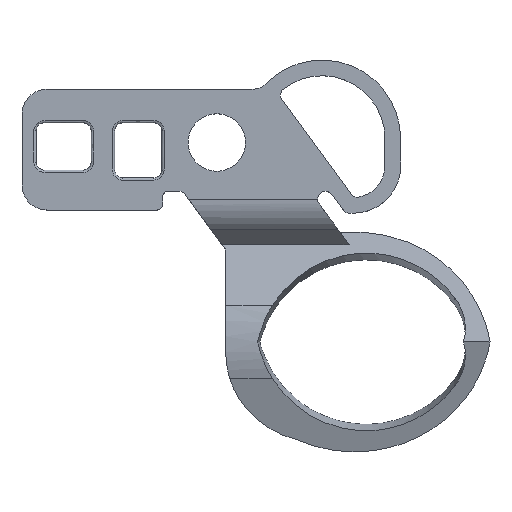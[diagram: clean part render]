
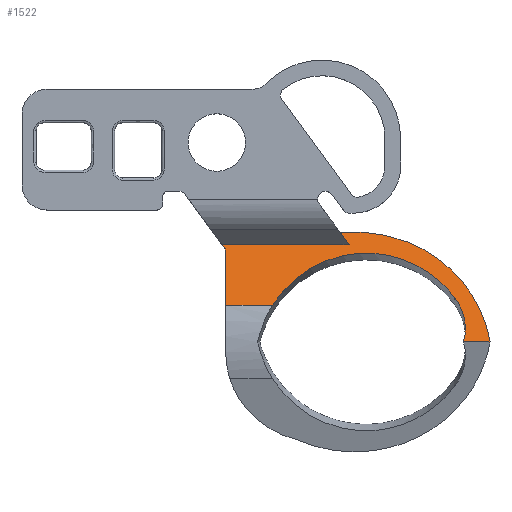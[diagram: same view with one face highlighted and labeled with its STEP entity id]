
A CAD part, top view. The second image highlights one B-rep face of the part: STEP entity #1522.
In plain terms, the highlighted planar face has unit normal (0, 0.321, 0.947).
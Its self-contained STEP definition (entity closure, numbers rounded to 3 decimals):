
#95=LINE('',#2167,#209);
#99=LINE('',#2293,#213);
#106=LINE('',#2335,#220);
#107=LINE('',#2338,#221);
#108=LINE('',#2379,#222);
#109=LINE('',#2380,#223);
#209=VECTOR('',#1723,10.);
#213=VECTOR('',#1731,10.);
#220=VECTOR('',#1746,10.);
#221=VECTOR('',#1749,10.);
#222=VECTOR('',#1750,10.);
#223=VECTOR('',#1751,10.);
#324=PLANE('',#1623);
#356=FACE_OUTER_BOUND('',#441,.T.);
#441=EDGE_LOOP('',(#1056,#1057,#1058,#1059,#1060,#1061,#1062,#1063,#1064));
#541=B_SPLINE_CURVE_WITH_KNOTS('',3,(#2265,#2266,#2267,#2268,#2269,#2270,
#2271,#2272,#2273,#2274,#2275,#2276),.UNSPECIFIED.,.F.,.F.,(4,2,2,2,2,4),
(1.147,1.359,1.695,2.036,2.381,
2.478),.UNSPECIFIED.);
#546=B_SPLINE_CURVE_WITH_KNOTS('',3,(#2340,#2341,#2342,#2343,#2344,#2345,
#2346,#2347,#2348,#2349,#2350,#2351,#2352,#2353,#2354,#2355,#2356,#2357,
#2358,#2359,#2360,#2361,#2362,#2363,#2364,#2365,#2366),.UNSPECIFIED.,.F.,
 .F.,(4,1,1,1,3,1,1,1,1,1,1,1,1,1,1,1,1,1,1,1,1,1,4),(0.119,
0.126,0.188,0.25,0.271,
0.313,0.375,0.438,0.5,
0.563,0.625,0.688,0.719,
0.75,0.813,0.875,0.893,
0.911,0.929,0.947,0.964,
0.982,1.),.UNSPECIFIED.);
#547=B_SPLINE_CURVE_WITH_KNOTS('',3,(#2368,#2369,#2370,#2371,#2372,#2373,
#2374,#2375,#2376,#2377,#2378),.UNSPECIFIED.,.F.,.F.,(4,1,1,1,1,1,1,1,4),
(0.,0.042,0.084,0.126,0.188,
0.251,0.313,0.376,0.408),
 .UNSPECIFIED.);
#625=VERTEX_POINT('',#2164);
#626=VERTEX_POINT('',#2166);
#628=VERTEX_POINT('',#2264);
#630=VERTEX_POINT('',#2290);
#631=VERTEX_POINT('',#2292);
#642=VERTEX_POINT('',#2333);
#643=VERTEX_POINT('',#2337);
#644=VERTEX_POINT('',#2339);
#645=VERTEX_POINT('',#2367);
#782=EDGE_CURVE('',#626,#625,#95,.T.);
#785=EDGE_CURVE('',#626,#628,#541,.T.);
#790=EDGE_CURVE('',#631,#630,#99,.T.);
#803=EDGE_CURVE('',#642,#630,#106,.T.);
#804=EDGE_CURVE('',#643,#642,#107,.T.);
#805=EDGE_CURVE('',#643,#644,#546,.T.);
#806=EDGE_CURVE('',#644,#645,#547,.T.);
#807=EDGE_CURVE('',#628,#645,#108,.T.);
#808=EDGE_CURVE('',#625,#631,#109,.T.);
#1056=ORIENTED_EDGE('',*,*,#804,.F.);
#1057=ORIENTED_EDGE('',*,*,#805,.T.);
#1058=ORIENTED_EDGE('',*,*,#806,.T.);
#1059=ORIENTED_EDGE('',*,*,#807,.F.);
#1060=ORIENTED_EDGE('',*,*,#785,.F.);
#1061=ORIENTED_EDGE('',*,*,#782,.T.);
#1062=ORIENTED_EDGE('',*,*,#808,.T.);
#1063=ORIENTED_EDGE('',*,*,#790,.T.);
#1064=ORIENTED_EDGE('',*,*,#803,.F.);
#1522=ADVANCED_FACE('',(#356),#324,.F.);
#1623=AXIS2_PLACEMENT_3D('',#2336,#1747,#1748);
#1723=DIRECTION('',(0.57,-0.778,0.263));
#1731=DIRECTION('',(0.57,-0.778,0.263));
#1746=DIRECTION('',(0.,0.947,-0.321));
#1747=DIRECTION('center_axis',(0.,-0.321,
-0.947));
#1748=DIRECTION('ref_axis',(0.,-0.947,0.321));
#1749=DIRECTION('',(-1.,0.,0.));
#1750=DIRECTION('',(-1.,0.,0.));
#1751=DIRECTION('',(-1.,0.,0.));
#2164=CARTESIAN_POINT('',(14.738,-25.66,-1.246));
#2166=CARTESIAN_POINT('',(14.186,-24.906,-1.501));
#2167=CARTESIAN_POINT('',(15.853,-27.182,-0.731));
#2264=CARTESIAN_POINT('',(23.712,-31.859,0.853));
#2265=CARTESIAN_POINT('Ctrl Pts',(14.186,-24.906,-1.501));
#2266=CARTESIAN_POINT('Ctrl Pts',(14.886,-24.836,-1.525));
#2267=CARTESIAN_POINT('Ctrl Pts',(15.595,-24.847,-1.521));
#2268=CARTESIAN_POINT('Ctrl Pts',(17.405,-25.086,-1.44));
#2269=CARTESIAN_POINT('Ctrl Pts',(18.475,-25.434,-1.323));
#2270=CARTESIAN_POINT('Ctrl Pts',(20.431,-26.501,-0.961));
#2271=CARTESIAN_POINT('Ctrl Pts',(21.295,-27.215,-0.719));
#2272=CARTESIAN_POINT('Ctrl Pts',(22.694,-28.927,-0.14));
#2273=CARTESIAN_POINT('Ctrl Pts',(23.21,-29.911,0.193));
#2274=CARTESIAN_POINT('Ctrl Pts',(23.595,-31.257,0.649));
#2275=CARTESIAN_POINT('Ctrl Pts',(23.663,-31.557,0.751));
#2276=CARTESIAN_POINT('Ctrl Pts',(23.712,-31.859,0.853));
#2290=CARTESIAN_POINT('',(6.896,-26.007,-1.129));
#2292=CARTESIAN_POINT('',(6.642,-25.66,-1.246));
#2293=CARTESIAN_POINT('',(12.276,-33.349,1.358));
#2333=CARTESIAN_POINT('',(6.896,-29.534,0.066));
#2335=CARTESIAN_POINT('',(6.896,-30.249,0.308));
#2336=CARTESIAN_POINT('Origin',(13.792,-32.657,1.123));
#2337=CARTESIAN_POINT('',(9.859,-29.534,0.066));
#2338=CARTESIAN_POINT('',(13.792,-29.534,0.066));
#2339=CARTESIAN_POINT('',(21.45,-29.014,-0.11));
#2340=CARTESIAN_POINT('Ctrl Pts',(9.859,-29.534,0.066));
#2341=CARTESIAN_POINT('Ctrl Pts',(9.877,-29.505,0.056));
#2342=CARTESIAN_POINT('Ctrl Pts',(10.066,-29.214,-0.043));
#2343=CARTESIAN_POINT('Ctrl Pts',(10.466,-28.683,-0.222));
#2344=CARTESIAN_POINT('Ctrl Pts',(10.988,-28.154,-0.401));
#2345=CARTESIAN_POINT('Ctrl Pts',(11.313,-27.877,-0.495));
#2346=CARTESIAN_POINT('Ctrl Pts',(11.396,-27.809,-0.518));
#2347=CARTESIAN_POINT('Ctrl Pts',(11.561,-27.674,-0.564));
#2348=CARTESIAN_POINT('Ctrl Pts',(11.99,-27.354,-0.672));
#2349=CARTESIAN_POINT('Ctrl Pts',(12.734,-26.917,-0.82));
#2350=CARTESIAN_POINT('Ctrl Pts',(13.635,-26.541,-0.948));
#2351=CARTESIAN_POINT('Ctrl Pts',(14.585,-26.292,-1.032));
#2352=CARTESIAN_POINT('Ctrl Pts',(15.562,-26.182,-1.069));
#2353=CARTESIAN_POINT('Ctrl Pts',(16.546,-26.213,-1.059));
#2354=CARTESIAN_POINT('Ctrl Pts',(17.351,-26.356,-1.01));
#2355=CARTESIAN_POINT('Ctrl Pts',(17.977,-26.537,-0.949));
#2356=CARTESIAN_POINT('Ctrl Pts',(18.587,-26.761,-0.873));
#2357=CARTESIAN_POINT('Ctrl Pts',(19.316,-27.118,-0.752));
#2358=CARTESIAN_POINT('Ctrl Pts',(19.928,-27.528,-0.613));
#2359=CARTESIAN_POINT('Ctrl Pts',(20.322,-27.842,-0.507));
#2360=CARTESIAN_POINT('Ctrl Pts',(20.529,-28.021,-0.447));
#2361=CARTESIAN_POINT('Ctrl Pts',(20.729,-28.206,-0.384));
#2362=CARTESIAN_POINT('Ctrl Pts',(20.921,-28.398,-0.319));
#2363=CARTESIAN_POINT('Ctrl Pts',(21.106,-28.597,-0.252));
#2364=CARTESIAN_POINT('Ctrl Pts',(21.283,-28.802,-0.182));
#2365=CARTESIAN_POINT('Ctrl Pts',(21.394,-28.943,-0.134));
#2366=CARTESIAN_POINT('Ctrl Pts',(21.45,-29.014,-0.11));
#2367=CARTESIAN_POINT('',(22.028,-31.859,0.853));
#2368=CARTESIAN_POINT('Ctrl Pts',(21.45,-29.014,-0.11));
#2369=CARTESIAN_POINT('Ctrl Pts',(21.512,-29.099,-0.081));
#2370=CARTESIAN_POINT('Ctrl Pts',(21.635,-29.269,-0.024));
#2371=CARTESIAN_POINT('Ctrl Pts',(21.788,-29.542,0.068));
#2372=CARTESIAN_POINT('Ctrl Pts',(21.937,-29.872,0.18));
#2373=CARTESIAN_POINT('Ctrl Pts',(22.062,-30.264,0.313));
#2374=CARTESIAN_POINT('Ctrl Pts',(22.138,-30.718,0.467));
#2375=CARTESIAN_POINT('Ctrl Pts',(22.15,-31.175,0.621));
#2376=CARTESIAN_POINT('Ctrl Pts',(22.103,-31.557,0.751));
#2377=CARTESIAN_POINT('Ctrl Pts',(22.05,-31.782,0.827));
#2378=CARTESIAN_POINT('Ctrl Pts',(22.028,-31.859,0.853));
#2379=CARTESIAN_POINT('',(17.899,-31.859,0.853));
#2380=CARTESIAN_POINT('',(17.473,-25.66,-1.246));
